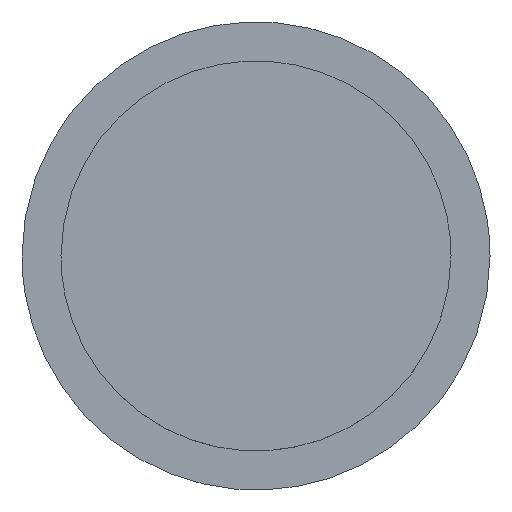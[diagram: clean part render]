
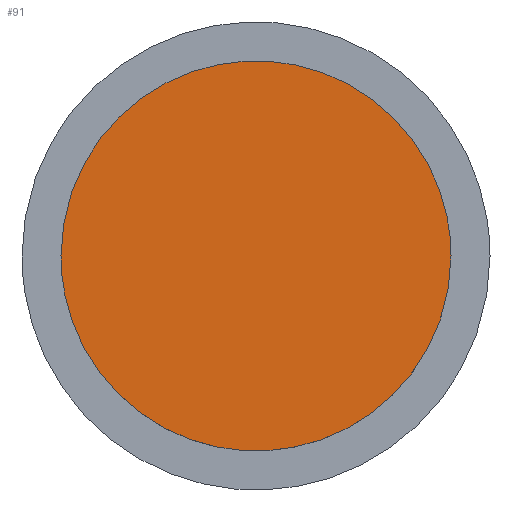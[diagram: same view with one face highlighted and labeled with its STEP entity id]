
A CAD part, top view. The second image highlights one B-rep face of the part: STEP entity #91.
In plain terms, the highlighted planar face has unit normal (0, 0, 1).
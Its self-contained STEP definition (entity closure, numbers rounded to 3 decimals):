
#91=ADVANCED_FACE('',(#114),#313,.T.);
#114=FACE_OUTER_BOUND('',#137,.T.);
#137=EDGE_LOOP('',(#163,#164));
#163=ORIENTED_EDGE('',*,*,#229,.F.);
#164=ORIENTED_EDGE('',*,*,#225,.F.);
#225=EDGE_CURVE('',#289,#291,#259,.T.);
#229=EDGE_CURVE('',#291,#289,#263,.T.);
#259=(
BOUNDED_CURVE()
B_SPLINE_CURVE(2,(#403,#404,#405,#406,#407),.UNSPECIFIED.,.F.,.F.)
B_SPLINE_CURVE_WITH_KNOTS((3,2,3),(0.,19.635,39.27),
 .UNSPECIFIED.)
CURVE()
GEOMETRIC_REPRESENTATION_ITEM()
RATIONAL_B_SPLINE_CURVE((1.,0.707,1.,0.707,1.))
REPRESENTATION_ITEM('')
);
#263=(
BOUNDED_CURVE()
B_SPLINE_CURVE(2,(#417,#418,#419,#420,#421),.UNSPECIFIED.,.F.,.F.)
B_SPLINE_CURVE_WITH_KNOTS((3,2,3),(39.27,58.905,78.54),
 .UNSPECIFIED.)
CURVE()
GEOMETRIC_REPRESENTATION_ITEM()
RATIONAL_B_SPLINE_CURVE((1.,0.707,1.,0.707,1.))
REPRESENTATION_ITEM('')
);
#289=VERTEX_POINT('',#399);
#291=VERTEX_POINT('',#401);
#313=PLANE('',#354);
#354=AXIS2_PLACEMENT_3D('',#387,#365,$);
#365=DIRECTION('',(0.,0.,1.));
#387=CARTESIAN_POINT('',(-130.197,130.197,943.38));
#399=CARTESIAN_POINT('',(104.157,0.,943.38));
#401=CARTESIAN_POINT('',(-104.157,0.,943.38));
#403=CARTESIAN_POINT('',(104.157,0.,943.38));
#404=CARTESIAN_POINT('',(104.157,-104.157,943.38));
#405=CARTESIAN_POINT('',(0.,-104.157,943.38));
#406=CARTESIAN_POINT('',(-104.157,-104.157,943.38));
#407=CARTESIAN_POINT('',(-104.157,0.,943.38));
#417=CARTESIAN_POINT('',(-104.157,0.,943.38));
#418=CARTESIAN_POINT('',(-104.157,104.157,943.38));
#419=CARTESIAN_POINT('',(0.,104.157,943.38));
#420=CARTESIAN_POINT('',(104.157,104.157,943.38));
#421=CARTESIAN_POINT('',(104.157,0.,943.38));
